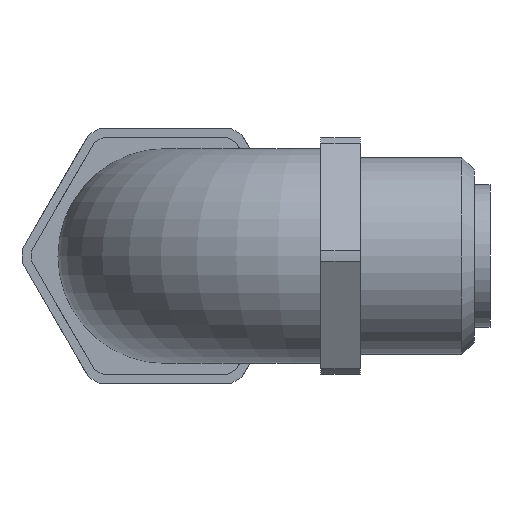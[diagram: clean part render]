
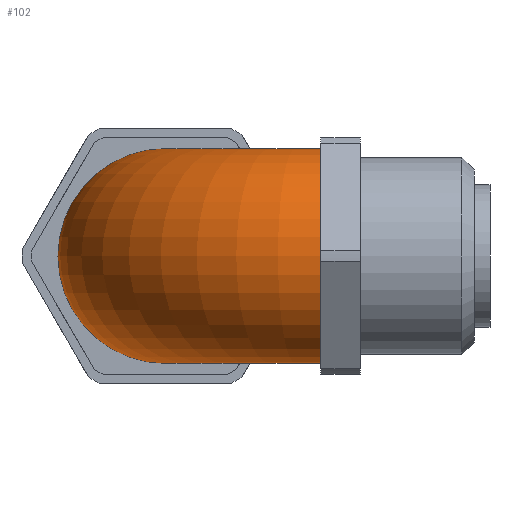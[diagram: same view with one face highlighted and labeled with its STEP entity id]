
A CAD part, left-side view. The second image highlights one B-rep face of the part: STEP entity #102.
In plain terms, the highlighted toroidal (fillet/blend) face has major radius 17.75 mm and minor radius 12.25 mm.
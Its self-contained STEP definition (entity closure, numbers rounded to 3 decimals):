
#102 = ADVANCED_FACE( '', ( #200, #201 ), #202, .T. );
#200 = FACE_OUTER_BOUND( '', #344, .T. );
#201 = FACE_OUTER_BOUND( '', #345, .T. );
#202 = TOROIDAL_SURFACE( '', #346, 17.75, 12.25 );
#344 = EDGE_LOOP( '', ( #616 ) );
#345 = EDGE_LOOP( '', ( #617 ) );
#346 = AXIS2_PLACEMENT_3D( '', #618, #619, #620 );
#616 = ORIENTED_EDGE( '', *, *, #965, .T. );
#617 = ORIENTED_EDGE( '', *, *, #966, .F. );
#618 = CARTESIAN_POINT( '', ( 0., 0., 0. ) );
#619 = DIRECTION( '', ( 0., 0., -1. ) );
#620 = DIRECTION( '', ( -1., 0., 0. ) );
#965 = EDGE_CURVE( '', #1162, #1162, #1163, .T. );
#966 = EDGE_CURVE( '', #1164, #1164, #1165, .T. );
#1162 = VERTEX_POINT( '', #1621 );
#1163 = CIRCLE( '', #1622, 12.25 );
#1164 = VERTEX_POINT( '', #1623 );
#1165 = CIRCLE( '', #1624, 12.25 );
#1621 = CARTESIAN_POINT( '', ( -5.5, 0., 0. ) );
#1622 = AXIS2_PLACEMENT_3D( '', #1870, #1871, #1872 );
#1623 = CARTESIAN_POINT( '', ( 0., 5.5, 0. ) );
#1624 = AXIS2_PLACEMENT_3D( '', #1873, #1874, #1875 );
#1870 = CARTESIAN_POINT( '', ( -17.75, 0., 0. ) );
#1871 = DIRECTION( '', ( 0., 1., 0. ) );
#1872 = DIRECTION( '', ( 1., 0., 0. ) );
#1873 = CARTESIAN_POINT( '', ( 0., 17.75, 0. ) );
#1874 = DIRECTION( '', ( 1., 0., 0. ) );
#1875 = DIRECTION( '', ( 0., -1., 0. ) );
